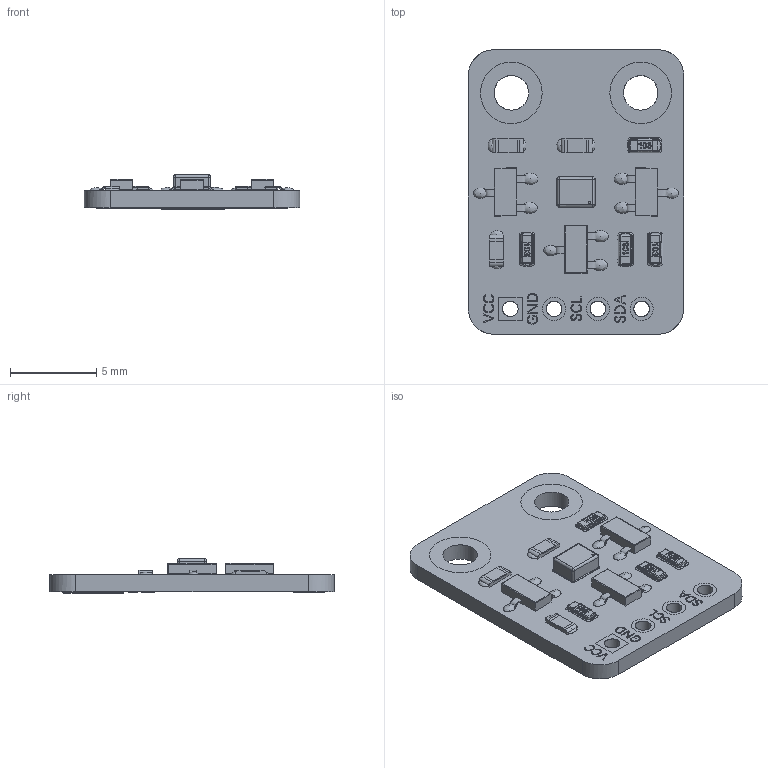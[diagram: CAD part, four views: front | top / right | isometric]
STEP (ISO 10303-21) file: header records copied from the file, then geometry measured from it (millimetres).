
FILE_DESCRIPTION(/* description */ (''),/* implementation_level */ '2;1');
FILE_NAME(/* name */ 'SEN051~1',/* time_stamp */ '2021-12-03T11:38:00+08:00',/* author */ (''),/* organization */ (''),/* preprocessor_version */ 'ST-DEVELOPER v16.5',/* originating_system */ '',/* authorisation */ '');
FILE_SCHEMA (('AUTOMOTIVE_DESIGN'));
Length unit declared in the file: millimetre
Products named in the file (1): Document
Bounding box: 12.5 x 16.5 x 1.99 mm (x, y, z)
Volume: 226.1 mm3; surface area: 723.1 mm2
Topology: 121 solids, 125 shells, 1192 faces, 2701 edges, 1738 vertices
Faces by surface type: bspline 603, plane 589
Entity records: 43155 total; most frequent: CARTESIAN_POINT 24081, ORIENTED_EDGE 5348, EDGE_CURVE 2686, B_SPLINE_CURVE_WITH_KNOTS 2111, VERTEX_POINT 1738, EDGE_LOOP 1262, ADVANCED_FACE 1192, FACE_OUTER_BOUND 1192
